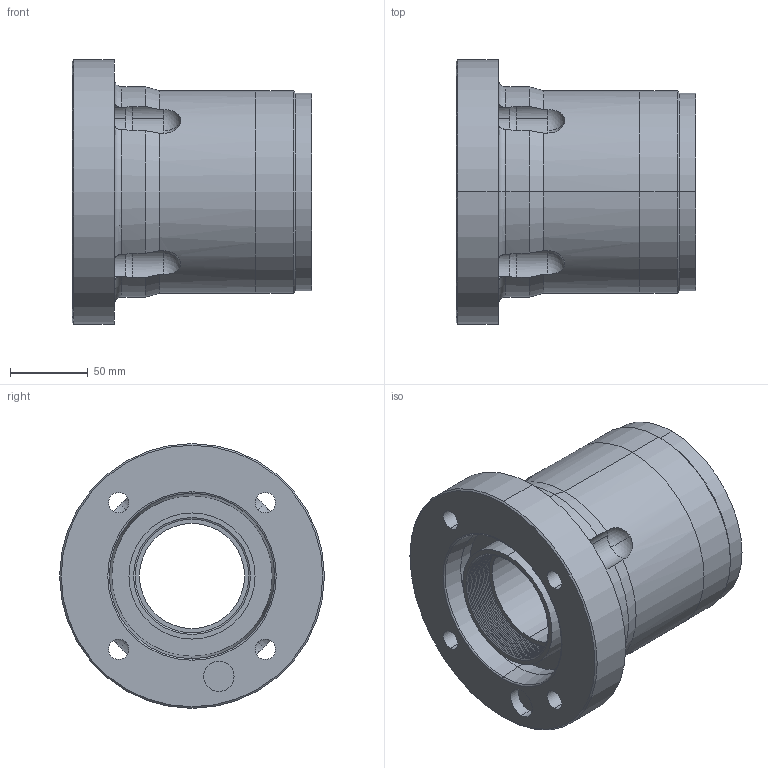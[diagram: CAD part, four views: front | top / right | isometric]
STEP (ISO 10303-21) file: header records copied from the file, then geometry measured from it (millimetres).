
FILE_DESCRIPTION (( 'STEP AP203' ), '1' );
FILE_NAME ('CL-60A6外觀參考.STEP', '2010-06-08T00:13:01', ( 'Tsai-1' ), ( '' ), 'SwSTEP 2.0', 'SolidWorks 2008', '' );
FILE_SCHEMA (( 'CONFIG_CONTROL_DESIGN' ));
Length unit declared in the file: metre
Products named in the file (4): CL-60A6筒夾外觀_預設; CL-60A6內部_預設; CL-60A6前蓋_預設; CL-60A6外觀參考
Assembly tree (3 placements, depth 2):
  CL-60A6外觀參考
    CL-60A6前蓋_預設
    CL-60A6筒夾外觀_預設
    CL-60A6內部_預設
Bounding box: 154 x 170 x 170 mm (x, y, z)
Volume: 1503921.7 mm3; surface area: 250759.2 mm2
Topology: 3 solids, 3 shells, 227 faces, 522 edges, 307 vertices
Faces by surface type: cylinder 93, cone 85, plane 26, sphere 16, torus 7
Entity records: 7160 total; most frequent: CARTESIAN_POINT 1468, DIRECTION 1232, ORIENTED_EDGE 1036, EDGE_CURVE 518, AXIS2_PLACEMENT_3D 513, VERTEX_POINT 307, CIRCLE 280, EDGE_LOOP 251
